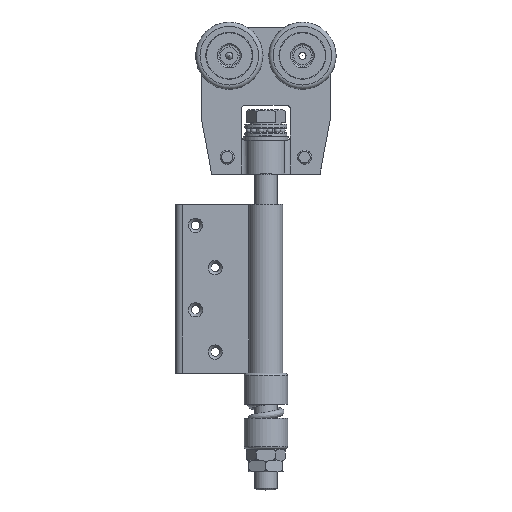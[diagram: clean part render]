
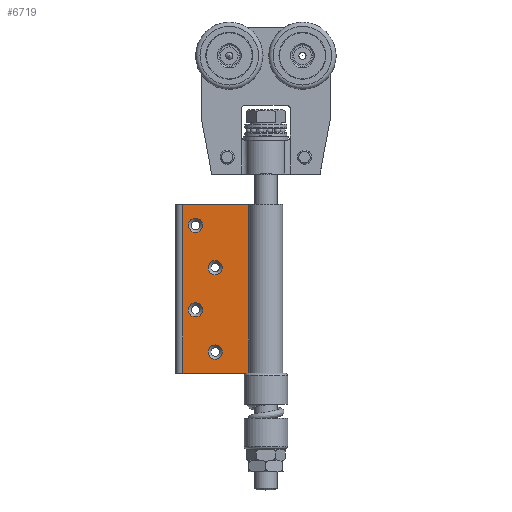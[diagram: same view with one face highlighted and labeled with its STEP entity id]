
A CAD part, top view. The second image highlights one B-rep face of the part: STEP entity #6719.
In plain terms, the highlighted face is planar.
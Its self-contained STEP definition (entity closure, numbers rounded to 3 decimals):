
#373=FACE_BOUND('',#1381,.T.);
#374=FACE_BOUND('',#1382,.T.);
#375=FACE_BOUND('',#1383,.T.);
#376=FACE_BOUND('',#1384,.T.);
#561=PLANE('',#7647);
#922=FACE_OUTER_BOUND('',#1380,.T.);
#1380=EDGE_LOOP('',(#6227,#6228,#6229,#6230));
#1381=EDGE_LOOP('',(#6231,#6232));
#1382=EDGE_LOOP('',(#6233,#6234));
#1383=EDGE_LOOP('',(#6235,#6236));
#1384=EDGE_LOOP('',(#6237,#6238));
#1749=LINE('',#13649,#2116);
#1750=LINE('',#13653,#2117);
#1751=LINE('',#13655,#2118);
#1752=LINE('',#13656,#2119);
#2116=VECTOR('',#9688,10.);
#2117=VECTOR('',#9693,10.);
#2118=VECTOR('',#9694,10.);
#2119=VECTOR('',#9695,10.);
#2609=CIRCLE('',#7614,5.05);
#2610=CIRCLE('',#7615,5.05);
#2614=CIRCLE('',#7621,5.05);
#2615=CIRCLE('',#7622,5.05);
#2619=CIRCLE('',#7628,5.05);
#2620=CIRCLE('',#7629,5.05);
#2624=CIRCLE('',#7635,5.05);
#2625=CIRCLE('',#7636,5.05);
#3288=VERTEX_POINT('',#13569);
#3289=VERTEX_POINT('',#13570);
#3293=VERTEX_POINT('',#13583);
#3294=VERTEX_POINT('',#13584);
#3298=VERTEX_POINT('',#13597);
#3299=VERTEX_POINT('',#13598);
#3303=VERTEX_POINT('',#13611);
#3304=VERTEX_POINT('',#13612);
#3316=VERTEX_POINT('',#13646);
#3317=VERTEX_POINT('',#13648);
#3318=VERTEX_POINT('',#13652);
#3319=VERTEX_POINT('',#13654);
#4255=EDGE_CURVE('',#3288,#3289,#2609,.T.);
#4256=EDGE_CURVE('',#3289,#3288,#2610,.T.);
#4262=EDGE_CURVE('',#3293,#3294,#2614,.T.);
#4263=EDGE_CURVE('',#3294,#3293,#2615,.T.);
#4269=EDGE_CURVE('',#3298,#3299,#2619,.T.);
#4270=EDGE_CURVE('',#3299,#3298,#2620,.T.);
#4276=EDGE_CURVE('',#3303,#3304,#2624,.T.);
#4277=EDGE_CURVE('',#3304,#3303,#2625,.T.);
#4294=EDGE_CURVE('',#3317,#3316,#1749,.T.);
#4296=EDGE_CURVE('',#3316,#3318,#1750,.T.);
#4297=EDGE_CURVE('',#3319,#3318,#1751,.T.);
#4298=EDGE_CURVE('',#3319,#3317,#1752,.T.);
#6227=ORIENTED_EDGE('',*,*,#4296,.T.);
#6228=ORIENTED_EDGE('',*,*,#4297,.F.);
#6229=ORIENTED_EDGE('',*,*,#4298,.T.);
#6230=ORIENTED_EDGE('',*,*,#4294,.T.);
#6231=ORIENTED_EDGE('',*,*,#4255,.T.);
#6232=ORIENTED_EDGE('',*,*,#4256,.T.);
#6233=ORIENTED_EDGE('',*,*,#4262,.T.);
#6234=ORIENTED_EDGE('',*,*,#4263,.T.);
#6235=ORIENTED_EDGE('',*,*,#4269,.T.);
#6236=ORIENTED_EDGE('',*,*,#4270,.T.);
#6237=ORIENTED_EDGE('',*,*,#4276,.T.);
#6238=ORIENTED_EDGE('',*,*,#4277,.T.);
#6719=ADVANCED_FACE('',(#922,#373,#374,#375,#376),#561,.T.);
#7614=AXIS2_PLACEMENT_3D('',#13571,#9606,#9607);
#7615=AXIS2_PLACEMENT_3D('',#13572,#9608,#9609);
#7621=AXIS2_PLACEMENT_3D('',#13585,#9622,#9623);
#7622=AXIS2_PLACEMENT_3D('',#13586,#9624,#9625);
#7628=AXIS2_PLACEMENT_3D('',#13599,#9638,#9639);
#7629=AXIS2_PLACEMENT_3D('',#13600,#9640,#9641);
#7635=AXIS2_PLACEMENT_3D('',#13613,#9654,#9655);
#7636=AXIS2_PLACEMENT_3D('',#13614,#9656,#9657);
#7647=AXIS2_PLACEMENT_3D('',#13651,#9691,#9692);
#9606=DIRECTION('center_axis',(0.,1.,0.));
#9607=DIRECTION('ref_axis',(1.,0.,0.));
#9608=DIRECTION('center_axis',(0.,1.,0.));
#9609=DIRECTION('ref_axis',(1.,0.,0.));
#9622=DIRECTION('center_axis',(0.,1.,0.));
#9623=DIRECTION('ref_axis',(1.,0.,0.));
#9624=DIRECTION('center_axis',(0.,1.,0.));
#9625=DIRECTION('ref_axis',(1.,0.,0.));
#9638=DIRECTION('center_axis',(0.,1.,0.));
#9639=DIRECTION('ref_axis',(1.,0.,0.));
#9640=DIRECTION('center_axis',(0.,1.,0.));
#9641=DIRECTION('ref_axis',(1.,0.,0.));
#9654=DIRECTION('center_axis',(0.,1.,0.));
#9655=DIRECTION('ref_axis',(1.,0.,0.));
#9656=DIRECTION('center_axis',(0.,1.,0.));
#9657=DIRECTION('ref_axis',(1.,0.,0.));
#9688=DIRECTION('',(0.,0.,1.));
#9691=DIRECTION('center_axis',(0.,-1.,0.));
#9692=DIRECTION('ref_axis',(0.,0.,-1.));
#9693=DIRECTION('',(-1.,0.,0.));
#9694=DIRECTION('',(0.,0.,1.));
#9695=DIRECTION('',(1.,0.,0.));
#13569=CARTESIAN_POINT('',(55.082,7.933,75.));
#13570=CARTESIAN_POINT('',(44.982,7.933,75.));
#13571=CARTESIAN_POINT('Origin',(50.032,7.933,75.));
#13572=CARTESIAN_POINT('Origin',(50.032,7.933,75.));
#13583=CARTESIAN_POINT('',(55.082,7.933,15.));
#13584=CARTESIAN_POINT('',(44.982,7.933,15.));
#13585=CARTESIAN_POINT('Origin',(50.032,7.933,15.));
#13586=CARTESIAN_POINT('Origin',(50.032,7.933,15.));
#13597=CARTESIAN_POINT('',(41.082,7.933,45.));
#13598=CARTESIAN_POINT('',(30.982,7.933,45.));
#13599=CARTESIAN_POINT('Origin',(36.032,7.933,45.));
#13600=CARTESIAN_POINT('Origin',(36.032,7.933,45.));
#13611=CARTESIAN_POINT('',(41.082,7.933,105.));
#13612=CARTESIAN_POINT('',(30.982,7.933,105.));
#13613=CARTESIAN_POINT('Origin',(36.032,7.933,105.));
#13614=CARTESIAN_POINT('Origin',(36.032,7.933,105.));
#13646=CARTESIAN_POINT('',(59.032,7.933,120.));
#13648=CARTESIAN_POINT('',(59.032,7.933,0.));
#13649=CARTESIAN_POINT('',(59.032,7.933,0.));
#13651=CARTESIAN_POINT('Origin',(59.032,7.933,0.));
#13652=CARTESIAN_POINT('',(0.032,7.933,120.));
#13653=CARTESIAN_POINT('',(0.032,7.933,120.));
#13654=CARTESIAN_POINT('',(0.032,7.933,0.));
#13655=CARTESIAN_POINT('',(0.032,7.933,0.));
#13656=CARTESIAN_POINT('',(0.032,7.933,0.));
